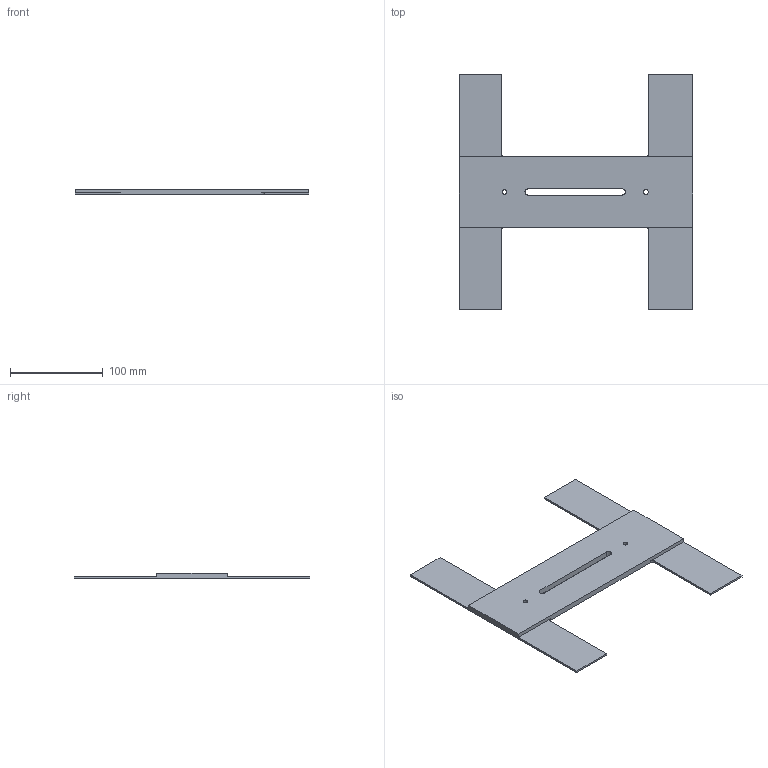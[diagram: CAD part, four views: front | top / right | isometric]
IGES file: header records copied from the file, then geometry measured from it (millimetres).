
Start section: SolidWorks IGES file using analytic representation for surfaces
Global section: file name: D1002404-v3.IGS; native system: SolidWorks 2012; preprocessor: SolidWorks 2012; author: esanchez; date: 130128.100203; units: inch
Bounding box: 252.22 x 254 x 6.1 mm (x, y, z)
Surface area: 77047.4 mm2 (no closed solid volume)
Topology: 0 solids, 0 shells, 33 faces, 380 edges, 380 vertices
Faces by surface type: bspline 22, revolution 11
